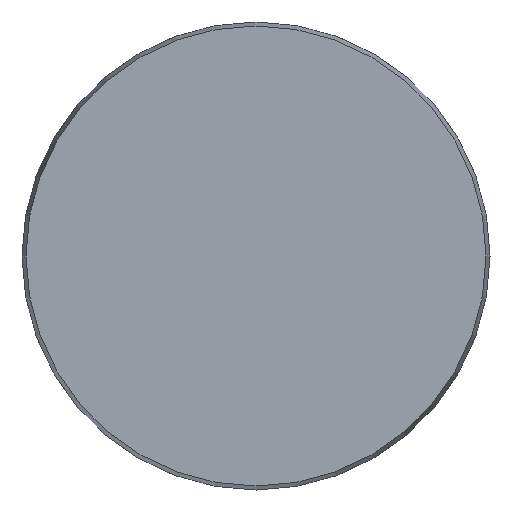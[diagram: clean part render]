
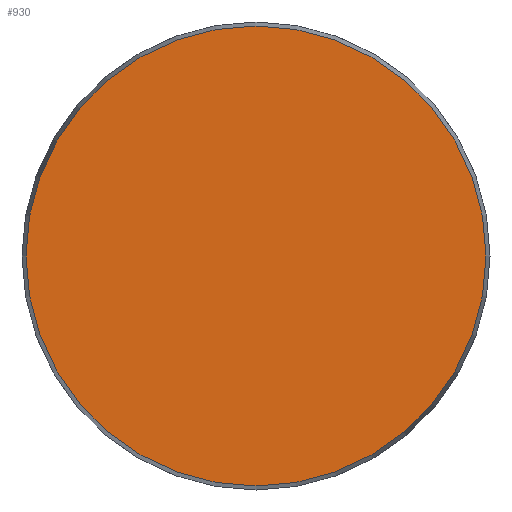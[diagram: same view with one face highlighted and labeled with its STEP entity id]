
A CAD part, front view. The second image highlights one B-rep face of the part: STEP entity #930.
In plain terms, the highlighted planar face has unit normal (0, -1, 0).
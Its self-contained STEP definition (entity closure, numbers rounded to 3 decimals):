
#59 = CIRCLE ( 'NONE', #297, 49.143 ) ;
#94 = PLANE ( 'NONE',  #774 ) ;
#98 = CARTESIAN_POINT ( 'NONE',  ( -49.143, 0., 0. ) ) ;
#120 = EDGE_LOOP ( 'NONE', ( #179, #197 ) ) ;
#146 = DIRECTION ( 'NONE',  ( 0., 0., -1. ) ) ;
#179 = ORIENTED_EDGE ( 'NONE', *, *, #935, .T. ) ;
#184 = FACE_OUTER_BOUND ( 'NONE', #120, .T. ) ;
#195 = AXIS2_PLACEMENT_3D ( 'NONE', #217, #395, #146 ) ;
#197 = ORIENTED_EDGE ( 'NONE', *, *, #369, .T. ) ;
#216 = CARTESIAN_POINT ( 'NONE',  ( 0., 0., 49.143 ) ) ;
#217 = CARTESIAN_POINT ( 'NONE',  ( 0., 0., 0. ) ) ;
#297 = AXIS2_PLACEMENT_3D ( 'NONE', #502, #492, #587 ) ;
#300 = CIRCLE ( 'NONE', #195, 49.143 ) ;
#369 = EDGE_CURVE ( 'NONE', #836, #757, #300, .T. ) ;
#395 = DIRECTION ( 'NONE',  ( 0., -1., 0. ) ) ;
#404 = CARTESIAN_POINT ( 'NONE',  ( 0., 0., -49.143 ) ) ;
#422 = DIRECTION ( 'NONE',  ( 0., 0., 1. ) ) ;
#492 = DIRECTION ( 'NONE',  ( 0., -1., 0. ) ) ;
#502 = CARTESIAN_POINT ( 'NONE',  ( 0., 0., 0. ) ) ;
#587 = DIRECTION ( 'NONE',  ( 0., 0., -1. ) ) ;
#757 = VERTEX_POINT ( 'NONE', #216 ) ;
#774 = AXIS2_PLACEMENT_3D ( 'NONE', #98, #897, #422 ) ;
#836 = VERTEX_POINT ( 'NONE', #404 ) ;
#897 = DIRECTION ( 'NONE',  ( 0., 1., 0. ) ) ;
#930 = ADVANCED_FACE ( 'NONE', ( #184 ), #94, .F. ) ;
#935 = EDGE_CURVE ( 'NONE', #757, #836, #59, .T. ) ;
